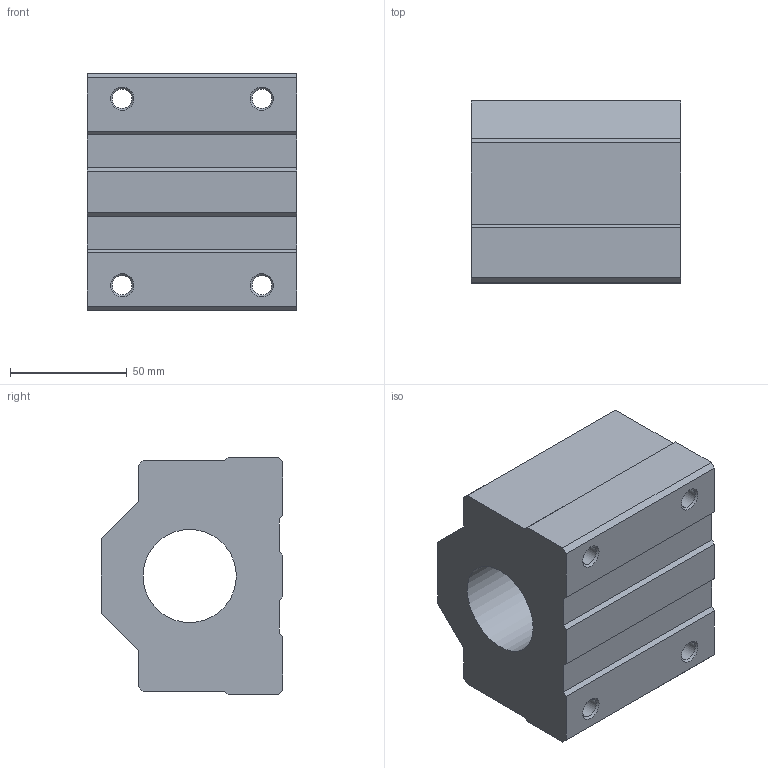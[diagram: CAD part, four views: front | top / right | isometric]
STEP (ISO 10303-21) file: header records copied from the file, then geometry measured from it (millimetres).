
FILE_DESCRIPTION( ( 'STEP AP203' ), '1' );
FILE_NAME( 'SCE40UU.stp', '2020-05-08T01:51:05', ( 'License CC BY-ND 4.0' ), ( 'CADENAS' ), ' ', 'PARTsolutions', ' ' );
FILE_SCHEMA( ( 'CONFIG_CONTROL_DESIGN' ) );
Length unit declared in the file: millimetre
Products named in the file (1): _SCE40UU
Bounding box: 90 x 78 x 102 mm (x, y, z)
Volume: 495740 mm3; surface area: 59190.7 mm2
Topology: 1 solids, 1 shells, 43 faces, 107 edges, 70 vertices
Faces by surface type: plane 30, cylinder 9, cone 4
Full cylindrical faces by diameter (mm): 8.376 x4, 8.7 x4, 40 x1
Entity records: 1270 total; most frequent: CARTESIAN_POINT 208, DIRECTION 204, ORIENTED_EDGE 188, EDGE_CURVE 94, LINE 72, VECTOR 72, EDGE_LOOP 70, VERTEX_POINT 70
